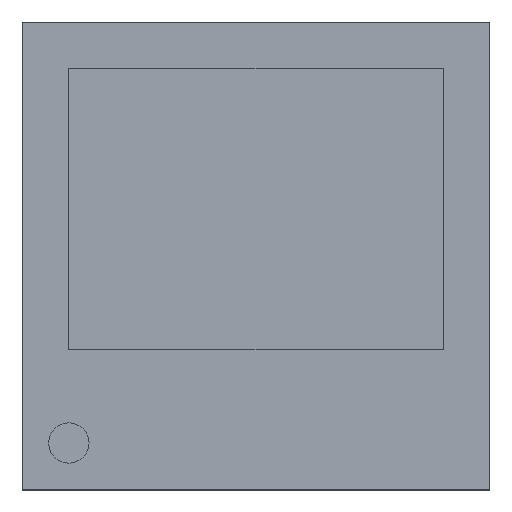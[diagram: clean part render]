
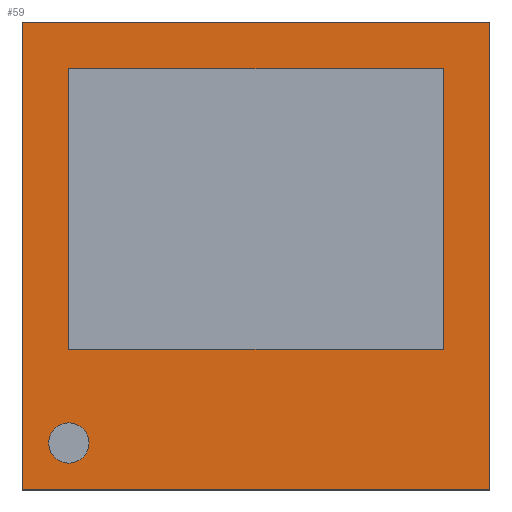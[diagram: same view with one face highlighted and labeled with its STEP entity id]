
A CAD part, top view. The second image highlights one B-rep face of the part: STEP entity #59.
In plain terms, the highlighted planar face has unit normal (0, 0, 1).
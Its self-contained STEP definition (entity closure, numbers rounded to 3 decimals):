
#38 = EDGE_CURVE('',#39,#39,#41,.T.);
#39 = VERTEX_POINT('',#40);
#40 = CARTESIAN_POINT('',(-0.714,-0.8,0.6));
#41 = CIRCLE('',#42,0.086);
#42 = AXIS2_PLACEMENT_3D('',#43,#44,#45);
#43 = CARTESIAN_POINT('',(-0.8,-0.8,0.6));
#44 = DIRECTION('',(0.,0.,1.));
#45 = DIRECTION('',(1.,0.,0.));
#59 = ADVANCED_FACE('',(#60,#94,#128),#131,.T.);
#60 = FACE_BOUND('',#61,.T.);
#61 = EDGE_LOOP('',(#62,#72,#80,#88));
#62 = ORIENTED_EDGE('',*,*,#63,.F.);
#63 = EDGE_CURVE('',#64,#66,#68,.T.);
#64 = VERTEX_POINT('',#65);
#65 = CARTESIAN_POINT('',(-1.,1.,0.6));
#66 = VERTEX_POINT('',#67);
#67 = CARTESIAN_POINT('',(1.,1.,0.6));
#68 = LINE('',#69,#70);
#69 = CARTESIAN_POINT('',(-1.,1.,0.6));
#70 = VECTOR('',#71,1.);
#71 = DIRECTION('',(1.,0.,0.));
#72 = ORIENTED_EDGE('',*,*,#73,.F.);
#73 = EDGE_CURVE('',#74,#64,#76,.T.);
#74 = VERTEX_POINT('',#75);
#75 = CARTESIAN_POINT('',(-1.,-1.,0.6));
#76 = LINE('',#77,#78);
#77 = CARTESIAN_POINT('',(-1.,-1.,0.6));
#78 = VECTOR('',#79,1.);
#79 = DIRECTION('',(0.,1.,0.));
#80 = ORIENTED_EDGE('',*,*,#81,.F.);
#81 = EDGE_CURVE('',#82,#74,#84,.T.);
#82 = VERTEX_POINT('',#83);
#83 = CARTESIAN_POINT('',(1.,-1.,0.6));
#84 = LINE('',#85,#86);
#85 = CARTESIAN_POINT('',(1.,-1.,0.6));
#86 = VECTOR('',#87,1.);
#87 = DIRECTION('',(-1.,0.,0.));
#88 = ORIENTED_EDGE('',*,*,#89,.F.);
#89 = EDGE_CURVE('',#66,#82,#90,.T.);
#90 = LINE('',#91,#92);
#91 = CARTESIAN_POINT('',(1.,1.,0.6));
#92 = VECTOR('',#93,1.);
#93 = DIRECTION('',(0.,-1.,0.));
#94 = FACE_BOUND('',#95,.T.);
#95 = EDGE_LOOP('',(#96,#106,#114,#122));
#96 = ORIENTED_EDGE('',*,*,#97,.T.);
#97 = EDGE_CURVE('',#98,#100,#102,.T.);
#98 = VERTEX_POINT('',#99);
#99 = CARTESIAN_POINT('',(0.8,-0.4,0.6));
#100 = VERTEX_POINT('',#101);
#101 = CARTESIAN_POINT('',(-0.8,-0.4,0.6));
#102 = LINE('',#103,#104);
#103 = CARTESIAN_POINT('',(0.8,-0.4,0.6));
#104 = VECTOR('',#105,1.);
#105 = DIRECTION('',(-1.,0.,0.));
#106 = ORIENTED_EDGE('',*,*,#107,.T.);
#107 = EDGE_CURVE('',#100,#108,#110,.T.);
#108 = VERTEX_POINT('',#109);
#109 = CARTESIAN_POINT('',(-0.8,0.8,0.6));
#110 = LINE('',#111,#112);
#111 = CARTESIAN_POINT('',(-0.8,-0.4,0.6));
#112 = VECTOR('',#113,1.);
#113 = DIRECTION('',(0.,1.,0.));
#114 = ORIENTED_EDGE('',*,*,#115,.T.);
#115 = EDGE_CURVE('',#108,#116,#118,.T.);
#116 = VERTEX_POINT('',#117);
#117 = CARTESIAN_POINT('',(0.8,0.8,0.6));
#118 = LINE('',#119,#120);
#119 = CARTESIAN_POINT('',(-0.8,0.8,0.6));
#120 = VECTOR('',#121,1.);
#121 = DIRECTION('',(1.,0.,0.));
#122 = ORIENTED_EDGE('',*,*,#123,.T.);
#123 = EDGE_CURVE('',#116,#98,#124,.T.);
#124 = LINE('',#125,#126);
#125 = CARTESIAN_POINT('',(0.8,0.8,0.6));
#126 = VECTOR('',#127,1.);
#127 = DIRECTION('',(0.,-1.,0.));
#128 = FACE_BOUND('',#129,.T.);
#129 = EDGE_LOOP('',(#130));
#130 = ORIENTED_EDGE('',*,*,#38,.F.);
#131 = PLANE('',#132);
#132 = AXIS2_PLACEMENT_3D('',#133,#134,#135);
#133 = CARTESIAN_POINT('',(0.,0.,0.6));
#134 = DIRECTION('',(0.,0.,1.));
#135 = DIRECTION('',(1.,0.,0.));
